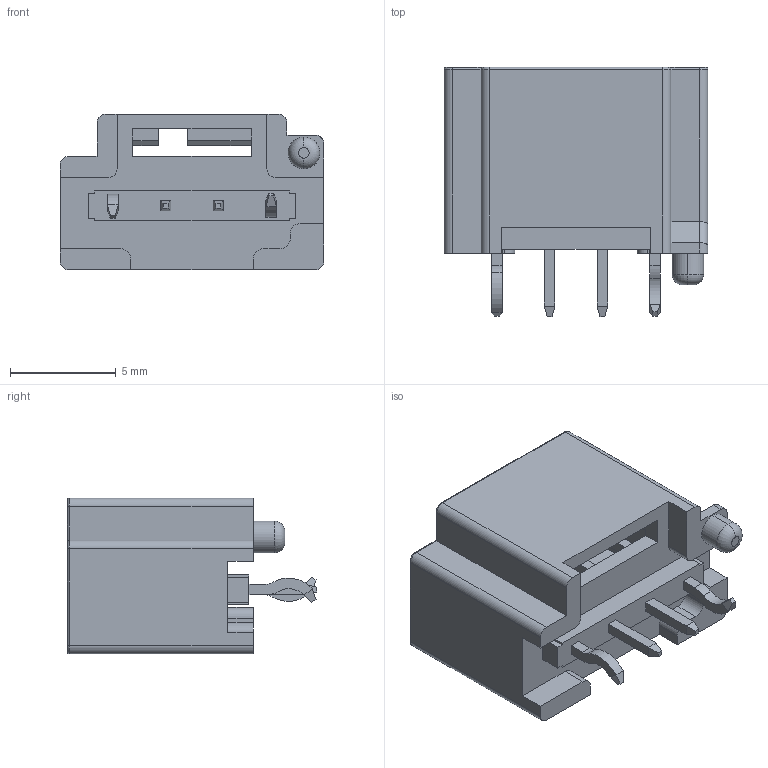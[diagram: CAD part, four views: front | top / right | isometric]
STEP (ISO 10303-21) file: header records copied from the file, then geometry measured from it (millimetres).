
FILE_DESCRIPTION (( 'STEP AP214' ), '1' );
FILE_NAME ('4-1971800-1.STEP', '2024-03-07T04:57:11', ( 'LENOVO' ), ( '' ), 'SwSTEP 2.0', 'SolidWorks 2021', '' );
FILE_SCHEMA (( 'AUTOMOTIVE_DESIGN' ));
Length unit declared in the file: millimetre
Products named in the file (1): 4-1971800-1
Bounding box: 12.5 x 11.8 x 7.38 mm (x, y, z)
Volume: 291.5 mm3; surface area: 841.7 mm2
Topology: 9 solids, 9 shells, 204 faces, 498 edges, 314 vertices
Faces by surface type: plane 164, cylinder 32, torus 8
Entity records: 6296 total; most frequent: CARTESIAN_POINT 1041, ORIENTED_EDGE 996, DIRECTION 966, EDGE_CURVE 498, LINE 424, VECTOR 424, VERTEX_POINT 314, AXIS2_PLACEMENT_3D 271
